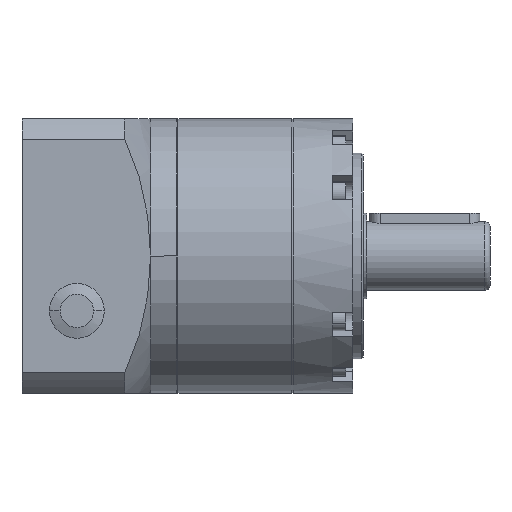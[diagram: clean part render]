
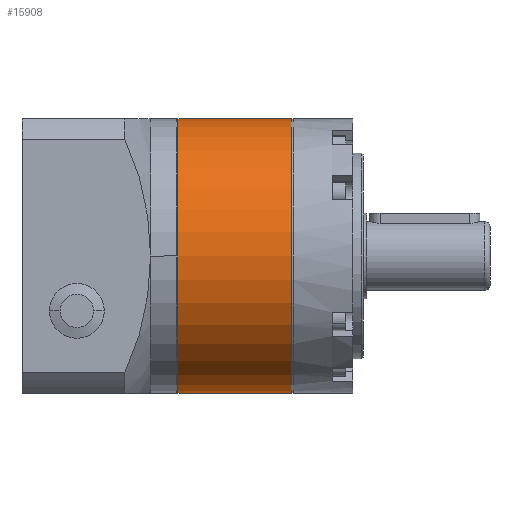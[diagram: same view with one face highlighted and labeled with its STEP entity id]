
A CAD part, front view. The second image highlights one B-rep face of the part: STEP entity #15908.
In plain terms, the highlighted cylindrical face has radius 40 mm (diameter 80 mm), a partial arc.
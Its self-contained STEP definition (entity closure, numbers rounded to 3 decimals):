
#157 = ORIENTED_EDGE ( 'NONE', *, *, #9838, .F. ) ;
#160 = EDGE_LOOP ( 'NONE', ( #157, #12853, #3198, #8608 ) ) ;
#233 = VERTEX_POINT ( 'NONE', #14955 ) ;
#517 = FACE_OUTER_BOUND ( 'NONE', #160, .T. ) ;
#519 = CARTESIAN_POINT ( 'NONE',  ( 0., 0., 40. ) ) ;
#2635 = CYLINDRICAL_SURFACE ( 'NONE', #15034, 40. ) ;
#2654 = DIRECTION ( 'NONE',  ( 1., 0., 0. ) ) ;
#3023 = CIRCLE ( 'NONE', #16044, 40. ) ;
#3198 = ORIENTED_EDGE ( 'NONE', *, *, #9352, .T. ) ;
#3304 = CARTESIAN_POINT ( 'NONE',  ( -33., 0., 40. ) ) ;
#4350 = CARTESIAN_POINT ( 'NONE',  ( 0., 0., -40. ) ) ;
#5061 = EDGE_CURVE ( 'NONE', #233, #7790, #3023, .T. ) ;
#5646 = VERTEX_POINT ( 'NONE', #12871 ) ;
#5770 = DIRECTION ( 'NONE',  ( -1., 0., 0. ) ) ;
#6126 = AXIS2_PLACEMENT_3D ( 'NONE', #10725, #2654, #12091 ) ;
#7790 = VERTEX_POINT ( 'NONE', #4350 ) ;
#8524 = CARTESIAN_POINT ( 'NONE',  ( 0., 0., -40. ) ) ;
#8608 = ORIENTED_EDGE ( 'NONE', *, *, #16587, .T. ) ;
#9352 = EDGE_CURVE ( 'NONE', #233, #14725, #17450, .T. ) ;
#9812 = DIRECTION ( 'NONE',  ( -1., 0., 0. ) ) ;
#9838 = EDGE_CURVE ( 'NONE', #7790, #5646, #13657, .T. ) ;
#10050 = VECTOR ( 'NONE', #9812, 1000. ) ;
#10163 = DIRECTION ( 'NONE',  ( 0., 0., -1. ) ) ;
#10290 = DIRECTION ( 'NONE',  ( 1., 0., 0. ) ) ;
#10725 = CARTESIAN_POINT ( 'NONE',  ( -33., 0., 0. ) ) ;
#10744 = CARTESIAN_POINT ( 'NONE',  ( 0., 0., 0. ) ) ;
#12091 = DIRECTION ( 'NONE',  ( 0., 0., -1. ) ) ;
#12853 = ORIENTED_EDGE ( 'NONE', *, *, #5061, .F. ) ;
#12871 = CARTESIAN_POINT ( 'NONE',  ( -33., 0., -40. ) ) ;
#13657 = LINE ( 'NONE', #8524, #10050 ) ;
#14628 = DIRECTION ( 'NONE',  ( -1., 0., 0. ) ) ;
#14725 = VERTEX_POINT ( 'NONE', #3304 ) ;
#14955 = CARTESIAN_POINT ( 'NONE',  ( 0., 0., 40. ) ) ;
#15034 = AXIS2_PLACEMENT_3D ( 'NONE', #10744, #14628, #16164 ) ;
#15353 = VECTOR ( 'NONE', #5770, 1000. ) ;
#15479 = CIRCLE ( 'NONE', #6126, 40. ) ;
#15584 = CARTESIAN_POINT ( 'NONE',  ( 0., 0., 0. ) ) ;
#15908 = ADVANCED_FACE ( 'NONE', ( #517 ), #2635, .T. ) ;
#16044 = AXIS2_PLACEMENT_3D ( 'NONE', #15584, #10290, #10163 ) ;
#16164 = DIRECTION ( 'NONE',  ( 0., 0., 1. ) ) ;
#16587 = EDGE_CURVE ( 'NONE', #14725, #5646, #15479, .T. ) ;
#17450 = LINE ( 'NONE', #519, #15353 ) ;
